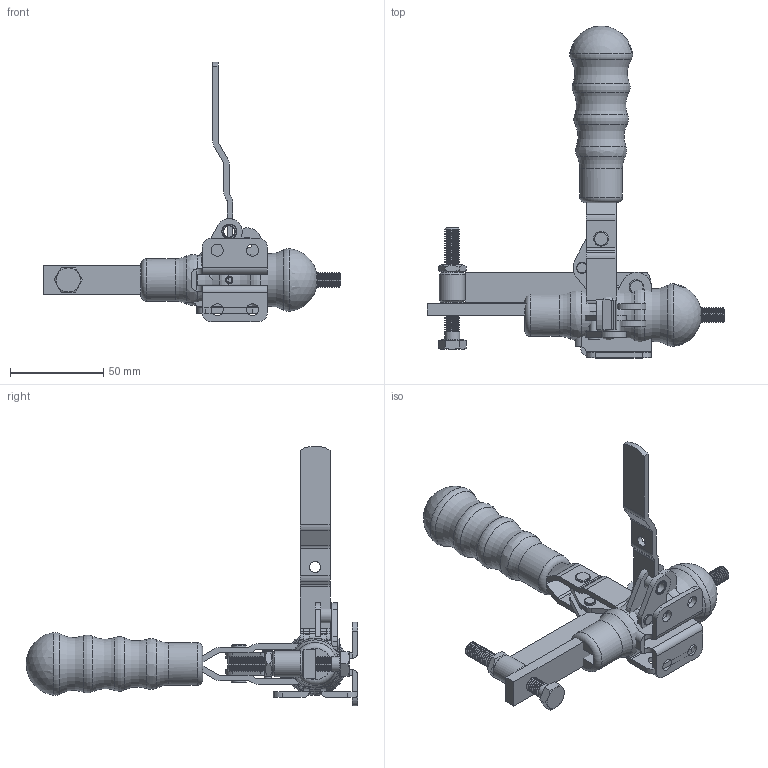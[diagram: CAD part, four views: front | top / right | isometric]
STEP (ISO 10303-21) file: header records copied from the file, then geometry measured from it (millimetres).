
FILE_DESCRIPTION( ( 'Unknown' ), '1' );
FILE_NAME( '230-MZ_UPINKA.stp', 'Unknown', ( 'Unknown' ), ( 'Unknown' ), 'PSStep 14.0', 'Unknown', ' ' );
FILE_SCHEMA( ( 'AUTOMOTIVE_DESIGN { 1 0 10303 214 1 1 1 1 }' ) );
Length unit declared in the file: millimetre
Products named in the file (22): Assem1; 230001-M_TELO; 230004-M_TAHLO; 820008_POUZDRO 6x12; 230001_TELO; 230004_TAHLO; 230004_TAHLO-oa0; 230004-NN _NYT; 820008_POUZDRO 6x12-oa1; 230005_UPINACI PAKA; 900001_OKO SROUBU; 230003_OVLADACI PAKA; 230003_OVLADACI PAKA-oa2; 720814_NYT 6x14; 720814_NYT 6x14-oa3; 720820_NYT 6x20; 720820_NYT 6x20-oa4; 940003_RUKOJET 16x6; 800064_SROUB M8x60-CSN ISO 4017; 800005_MATICE M8_DIN4398; 800005_MATICE M8_DIN4398-oa5; 800081_KOLIK 5x20_CSN ISO 2338_
Bounding box: 160 x 178.3 x 139.5 mm (x, y, z)
Volume: 190112.2 mm3; surface area: 107982.1 mm2
Topology: 44 solids, 44 shells, 1080 faces, 2521 edges, 1552 vertices
Faces by surface type: cylinder 373, plane 311, cone 276, torus 116, sphere 2, bspline 2
Full cylindrical faces by diameter (mm): 3 x3, 4 x9, 5 x6, 6 x31, 6.02 x10, 6.5 x12, 6.647 x12, 8 x106, 8.02 x6, 8.1 x12, 9 x2, 11.63 x2, 14 x2, 22.877 x2
Entity records: 16157 total; most frequent: DIRECTION 2230, CARTESIAN_POINT 2089, ORIENTED_EDGE 1588, AXIS2_PLACEMENT_3D 978, EDGE_LOOP 836, EDGE_CURVE 794, FACE_OUTER_BOUND 642, VERTEX_POINT 641
